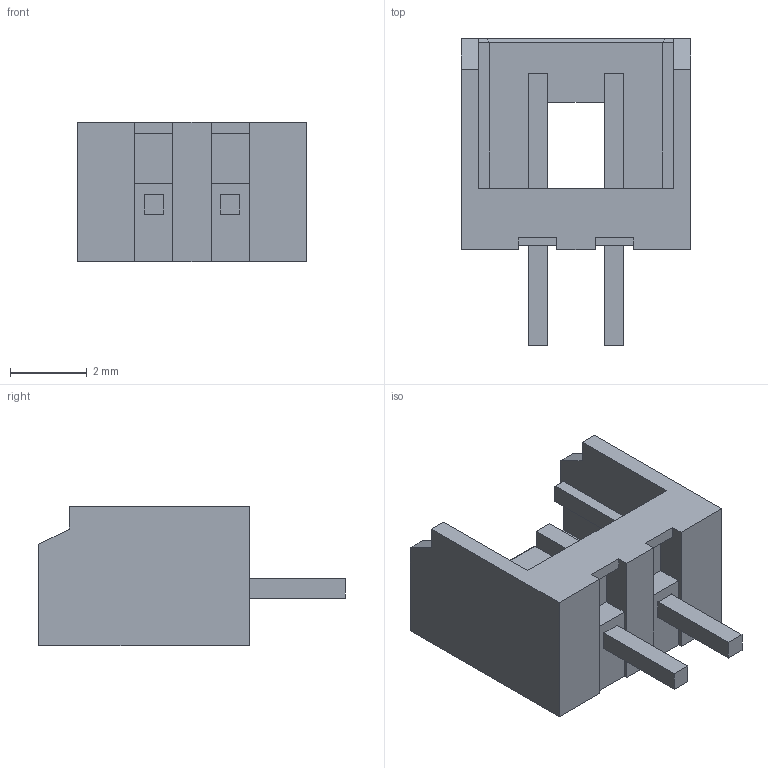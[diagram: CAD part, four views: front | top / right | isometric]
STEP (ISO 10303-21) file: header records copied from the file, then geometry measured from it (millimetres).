
FILE_DESCRIPTION(/* description */ (''),/* implementation_level */ '2;1');
FILE_NAME(/* name */ '53253-0270.step',/* time_stamp */ '2022-09-18T18:42:47-03:00',/* author */ (''),/* organization */ (''),/* preprocessor_version */ 'ST-DEVELOPER v19',/* originating_system */ 'Autodesk Translation Framework v11.7.0.108',/* authorisation */ '');
FILE_SCHEMA (('AUTOMOTIVE_DESIGN { 1 0 10303 214 3 1 1 }'));
Length unit declared in the file: millimetre
Products named in the file (1): (Sin guardar)
Bounding box: 6 x 8 x 3.65 mm (x, y, z)
Volume: 54.2 mm3; surface area: 219.2 mm2
Topology: 3 solids, 3 shells, 86 faces, 227 edges, 146 vertices
Faces by surface type: plane 86
Entity records: 2640 total; most frequent: CARTESIAN_POINT 460, ORIENTED_EDGE 454, DIRECTION 401, LINE 227, VECTOR 227, EDGE_CURVE 227, VERTEX_POINT 146, EDGE_LOOP 91
